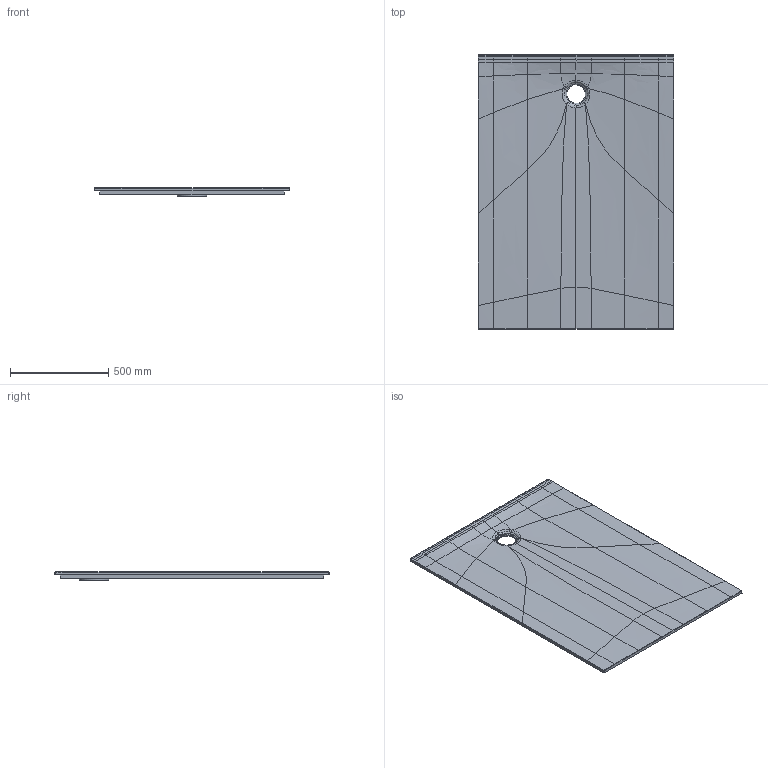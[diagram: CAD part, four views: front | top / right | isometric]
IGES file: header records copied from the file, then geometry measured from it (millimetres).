
Global section: file name: 551023; native system: Autodesk Inventor 2023; preprocessor: unknown; author: JANAN; date: 20250725.073511; units: millimetre
Bounding box: 996.24 x 1396.24 x 41.62 mm (x, y, z)
Volume: 37890500.3 mm3; surface area: 2934528.2 mm2
Topology: 1 solids, 1 shells, 142 faces, 309 edges, 169 vertices
Faces by surface type: bspline 142
